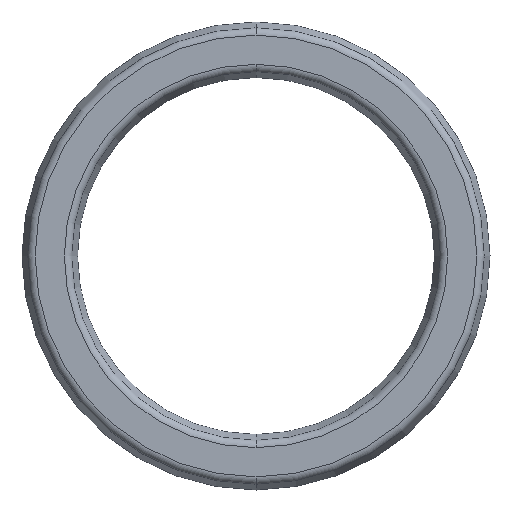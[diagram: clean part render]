
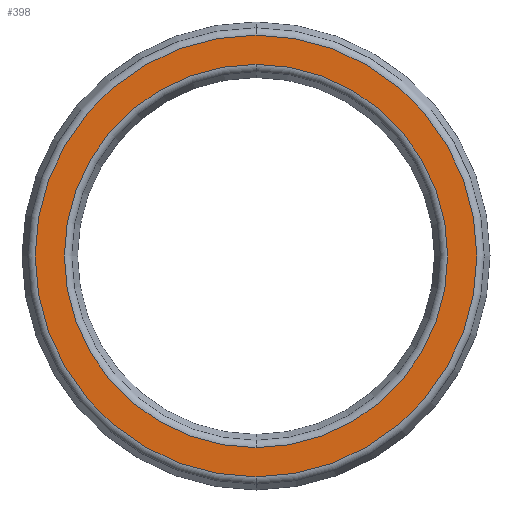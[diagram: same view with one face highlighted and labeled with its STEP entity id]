
A CAD part, front view. The second image highlights one B-rep face of the part: STEP entity #398.
In plain terms, the highlighted planar face has unit normal (0, -1, 0).
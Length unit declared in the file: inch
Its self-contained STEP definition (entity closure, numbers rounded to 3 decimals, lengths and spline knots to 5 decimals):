
#19 = EDGE_LOOP ( 'NONE', ( #160, #400 ) ) ;
#32 = CARTESIAN_POINT ( 'NONE',  ( 1.625, -0.3125, 1.73988 ) ) ;
#36 = CIRCLE ( 'NONE', #397, 1.51012 ) ;
#40 = PLANE ( 'NONE',  #163 ) ;
#55 = EDGE_LOOP ( 'NONE', ( #396, #124 ) ) ;
#67 = DIRECTION ( 'NONE',  ( 0., 0., -1. ) ) ;
#78 = VERTEX_POINT ( 'NONE', #392 ) ;
#80 = CIRCLE ( 'NONE', #391, 1.51012 ) ;
#90 = CARTESIAN_POINT ( 'NONE',  ( 1.625, -0.3125, -1.73988 ) ) ;
#97 = DIRECTION ( 'NONE',  ( 0., -1., 0. ) ) ;
#103 = CARTESIAN_POINT ( 'NONE',  ( 1.625, -0.3125, 0. ) ) ;
#111 = VERTEX_POINT ( 'NONE', #90 ) ;
#120 = DIRECTION ( 'NONE',  ( 0., 0., -1. ) ) ;
#124 = ORIENTED_EDGE ( 'NONE', *, *, #585, .T. ) ;
#160 = ORIENTED_EDGE ( 'NONE', *, *, #330, .T. ) ;
#163 = AXIS2_PLACEMENT_3D ( 'NONE', #496, #493, #612 ) ;
#168 = VERTEX_POINT ( 'NONE', #32 ) ;
#181 = DIRECTION ( 'NONE',  ( 0., 0., -1. ) ) ;
#298 = DIRECTION ( 'NONE',  ( 0., 0., -1. ) ) ;
#308 = CARTESIAN_POINT ( 'NONE',  ( 1.625, -0.3125, 0. ) ) ;
#316 = CIRCLE ( 'NONE', #432, 1.73988 ) ;
#320 = VERTEX_POINT ( 'NONE', #623 ) ;
#330 = EDGE_CURVE ( 'NONE', #111, #168, #316, .T. ) ;
#355 = DIRECTION ( 'NONE',  ( 0., 1., 0. ) ) ;
#358 = FACE_BOUND ( 'NONE', #55, .T. ) ;
#366 = DIRECTION ( 'NONE',  ( 0., 1., 0. ) ) ;
#391 = AXIS2_PLACEMENT_3D ( 'NONE', #308, #366, #120 ) ;
#392 = CARTESIAN_POINT ( 'NONE',  ( 1.625, -0.3125, 1.51012 ) ) ;
#396 = ORIENTED_EDGE ( 'NONE', *, *, #553, .T. ) ;
#397 = AXIS2_PLACEMENT_3D ( 'NONE', #103, #355, #67 ) ;
#398 = ADVANCED_FACE ( 'NONE', ( #504, #358 ), #40, .T. ) ;
#400 = ORIENTED_EDGE ( 'NONE', *, *, #436, .T. ) ;
#432 = AXIS2_PLACEMENT_3D ( 'NONE', #568, #629, #181 ) ;
#436 = EDGE_CURVE ( 'NONE', #168, #111, #606, .T. ) ;
#493 = DIRECTION ( 'NONE',  ( 0., -1., 0. ) ) ;
#496 = CARTESIAN_POINT ( 'NONE',  ( -0.15625, -0.3125, 0. ) ) ;
#504 = FACE_OUTER_BOUND ( 'NONE', #19, .T. ) ;
#510 = AXIS2_PLACEMENT_3D ( 'NONE', #549, #97, #298 ) ;
#549 = CARTESIAN_POINT ( 'NONE',  ( 1.625, -0.3125, 0. ) ) ;
#553 = EDGE_CURVE ( 'NONE', #320, #78, #80, .T. ) ;
#568 = CARTESIAN_POINT ( 'NONE',  ( 1.625, -0.3125, 0. ) ) ;
#585 = EDGE_CURVE ( 'NONE', #78, #320, #36, .T. ) ;
#606 = CIRCLE ( 'NONE', #510, 1.73988 ) ;
#612 = DIRECTION ( 'NONE',  ( 0., 0., -1. ) ) ;
#623 = CARTESIAN_POINT ( 'NONE',  ( 1.625, -0.3125, -1.51012 ) ) ;
#629 = DIRECTION ( 'NONE',  ( 0., -1., 0. ) ) ;
